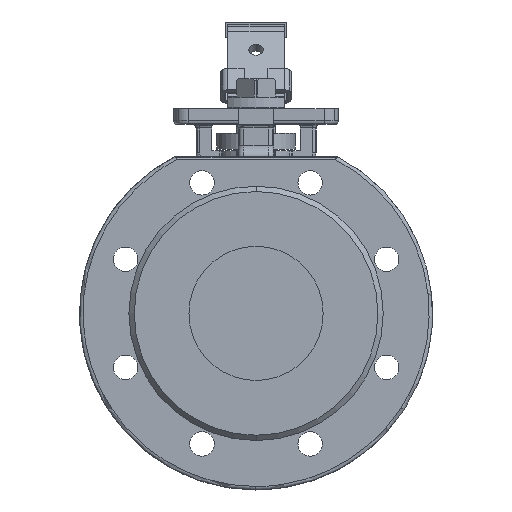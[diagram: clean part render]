
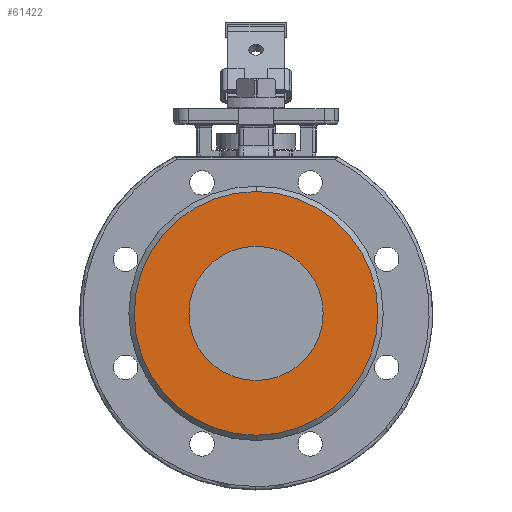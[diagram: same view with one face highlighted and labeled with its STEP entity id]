
A CAD part, left-side view. The second image highlights one B-rep face of the part: STEP entity #61422.
In plain terms, the highlighted planar face has unit normal (-1, 0, 0).
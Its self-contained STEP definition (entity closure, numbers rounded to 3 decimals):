
#9065=CARTESIAN_POINT('',(-60.,0.,69.));
#9066=VERTEX_POINT('',#9065);
#9075=CARTESIAN_POINT('',(-60.,-0.,-69.));
#9076=VERTEX_POINT('',#9075);
#9077=CARTESIAN_POINT('',(-60.,0.,0.));
#9078=DIRECTION('',(1.,0.,-0.));
#9079=DIRECTION('',(0.,0.,1.));
#9080=AXIS2_PLACEMENT_3D('',#9077,#9078,#9079);
#9081=CIRCLE('',#9080,69.);
#9082=EDGE_CURVE('',#9066,#9076,#9081,.T.);
#9109=CARTESIAN_POINT('',(-60.,0.,38.));
#9110=VERTEX_POINT('',#9109);
#9126=CARTESIAN_POINT('',(-60.,-0.,-38.));
#9127=VERTEX_POINT('',#9126);
#9134=CARTESIAN_POINT('',(-60.,0.,0.));
#9135=DIRECTION('',(1.,-0.,-0.));
#9136=DIRECTION('',(0.,0.,1.));
#9137=AXIS2_PLACEMENT_3D('',#9134,#9135,#9136);
#9138=CIRCLE('',#9137,38.);
#9139=EDGE_CURVE('',#9110,#9127,#9138,.T.);
#61391=CARTESIAN_POINT('',(-60.,0.,0.));
#61392=DIRECTION('',(1.,-0.,-0.));
#61393=DIRECTION('',(0.,0.,1.));
#61394=AXIS2_PLACEMENT_3D('',#61391,#61392,#61393);
#61395=CIRCLE('',#61394,38.);
#61396=EDGE_CURVE('',#9127,#9110,#61395,.T.);
#61403=CARTESIAN_POINT('',(-60.,0.,53.5));
#61404=DIRECTION('',(-1.,0.,0.));
#61405=DIRECTION('',(0.,-1.,0.));
#61406=AXIS2_PLACEMENT_3D('',#61403,#61404,#61405);
#61407=PLANE('',#61406);
#61408=CARTESIAN_POINT('',(-60.,0.,0.));
#61409=DIRECTION('',(1.,0.,-0.));
#61410=DIRECTION('',(0.,0.,1.));
#61411=AXIS2_PLACEMENT_3D('',#61408,#61409,#61410);
#61412=CIRCLE('',#61411,69.);
#61413=EDGE_CURVE('',#9076,#9066,#61412,.T.);
#61414=ORIENTED_EDGE('',*,*,#61413,.F.);
#61415=ORIENTED_EDGE('',*,*,#9082,.F.);
#61416=EDGE_LOOP('',(#61414,#61415));
#61417=FACE_BOUND('',#61416,.T.);
#61418=ORIENTED_EDGE('',*,*,#61396,.T.);
#61419=ORIENTED_EDGE('',*,*,#9139,.T.);
#61420=EDGE_LOOP('',(#61418,#61419));
#61421=FACE_BOUND('',#61420,.T.);
#61422=ADVANCED_FACE('',(#61417,#61421),#61407,.T.);
